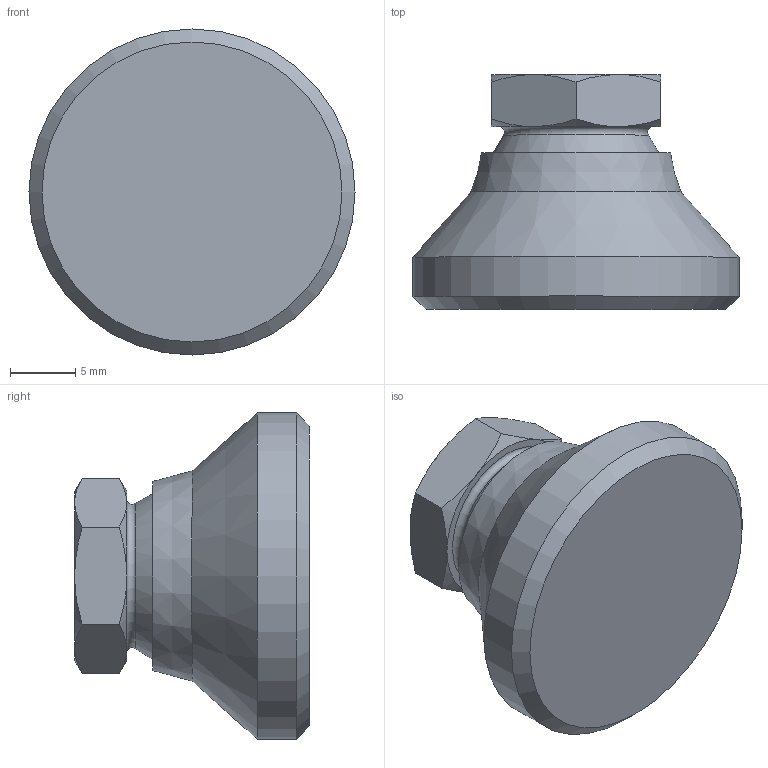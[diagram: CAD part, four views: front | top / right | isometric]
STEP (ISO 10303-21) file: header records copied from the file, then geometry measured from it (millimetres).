
FILE_DESCRIPTION( ( 'STEP AP214' ), '1' );
FILE_NAME( 'K0395.508_0.stp', '2020-12-07T10:25:25', ( '' ), ( '' ), ' ', 'PARTsolutions', ' ' );
FILE_SCHEMA( ( 'AUTOMOTIVE_DESIGN { 1 0 10303 214 1 1 1 1 }' ) );
Length unit declared in the file: millimetre
Products named in the file (1): _K0395.508_0
Bounding box: 25 x 18 x 25 mm (x, y, z)
Volume: 4303.2 mm3; surface area: 2937.2 mm2
Topology: 1 solids, 2 shells, 43 faces, 81 edges, 49 vertices
Faces by surface type: cone 20, plane 17, cylinder 4, sphere 1, torus 1
Full cylindrical faces by diameter (mm): 6.647 x1, 13.5 x1, 14 x1, 25 x1
Entity records: 1426 total; most frequent: CARTESIAN_POINT 292, DIRECTION 162, ORIENTED_EDGE 128, AXIS2_PLACEMENT_3D 78, EDGE_LOOP 64, EDGE_CURVE 64, FACE_OUTER_BOUND 49, VERTEX_POINT 48
